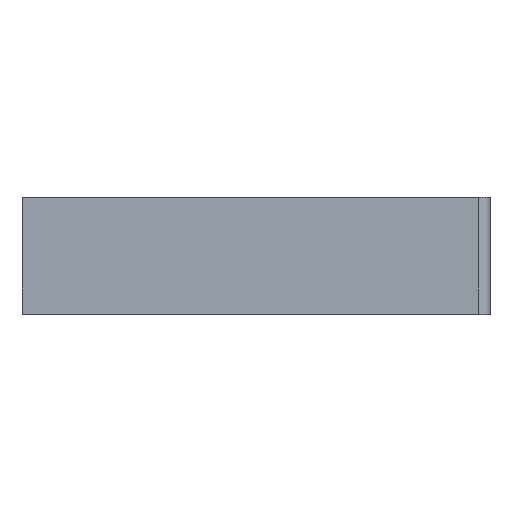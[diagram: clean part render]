
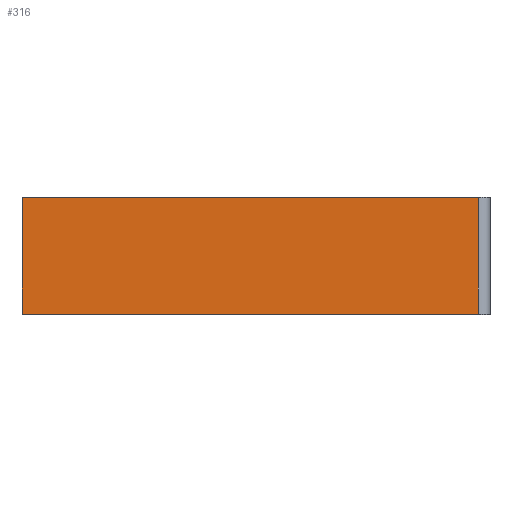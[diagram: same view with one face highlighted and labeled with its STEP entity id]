
A CAD part, top view. The second image highlights one B-rep face of the part: STEP entity #316.
In plain terms, the highlighted planar face has unit normal (0, 0, 1).
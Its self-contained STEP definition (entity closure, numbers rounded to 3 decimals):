
#17=PLANE('',#349);
#30=FACE_OUTER_BOUND('',#47,.T.);
#47=EDGE_LOOP('',(#224,#225,#226,#227));
#65=LINE('',#470,#100);
#67=LINE('',#476,#102);
#68=LINE('',#478,#103);
#69=LINE('',#479,#104);
#100=VECTOR('',#379,10.);
#102=VECTOR('',#385,10.);
#103=VECTOR('',#386,10.);
#104=VECTOR('',#387,10.);
#146=VERTEX_POINT('',#467);
#147=VERTEX_POINT('',#469);
#149=VERTEX_POINT('',#475);
#150=VERTEX_POINT('',#477);
#176=EDGE_CURVE('',#146,#147,#65,.T.);
#179=EDGE_CURVE('',#149,#146,#67,.T.);
#180=EDGE_CURVE('',#150,#149,#68,.T.);
#181=EDGE_CURVE('',#150,#147,#69,.T.);
#224=ORIENTED_EDGE('',*,*,#176,.F.);
#225=ORIENTED_EDGE('',*,*,#179,.F.);
#226=ORIENTED_EDGE('',*,*,#180,.F.);
#227=ORIENTED_EDGE('',*,*,#181,.T.);
#316=ADVANCED_FACE('',(#30),#17,.T.);
#349=AXIS2_PLACEMENT_3D('',#474,#383,#384);
#379=DIRECTION('',(0.,-1.,0.));
#383=DIRECTION('center_axis',(0.,0.,1.));
#384=DIRECTION('ref_axis',(1.,0.,0.));
#385=DIRECTION('',(1.,0.,0.));
#386=DIRECTION('',(0.,1.,0.));
#387=DIRECTION('',(1.,0.,0.));
#467=CARTESIAN_POINT('',(19.,20.,22.));
#469=CARTESIAN_POINT('',(19.,0.,22.));
#470=CARTESIAN_POINT('',(19.,0.,22.));
#474=CARTESIAN_POINT('Origin',(-59.,0.,22.));
#475=CARTESIAN_POINT('',(-59.,20.,22.));
#476=CARTESIAN_POINT('',(-59.,20.,22.));
#477=CARTESIAN_POINT('',(-59.,0.,22.));
#478=CARTESIAN_POINT('',(-59.,0.,22.));
#479=CARTESIAN_POINT('',(-59.,0.,22.));
